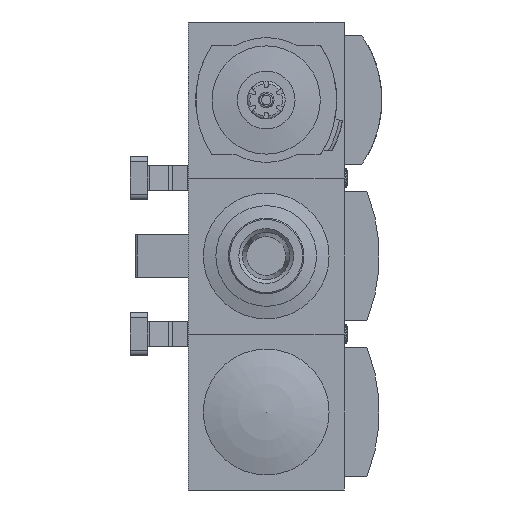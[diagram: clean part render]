
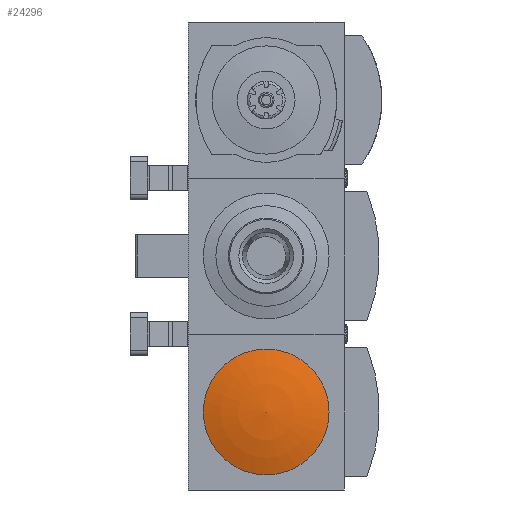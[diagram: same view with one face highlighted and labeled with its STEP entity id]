
A CAD part, front view. The second image highlights one B-rep face of the part: STEP entity #24296.
In plain terms, the highlighted toroidal (fillet/blend) face has major radius 1.578 mm and minor radius 90 mm.
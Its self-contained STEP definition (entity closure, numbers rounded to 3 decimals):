
#21=VERTEX_LOOP('',#14591);
#208=DEGENERATE_TOROIDAL_SURFACE('',#25904,1.578,90.,
 .F.);
#5192=CIRCLE('',#25890,25.);
#9944=ORIENTED_EDGE('',*,*,#12798,.T.);
#12798=EDGE_CURVE('',#14588,#14588,#5192,.T.);
#14588=VERTEX_POINT('',#36538);
#14591=VERTEX_POINT('',#36558);
#15824=EDGE_LOOP('',(#9944));
#16996=FACE_BOUND('',#15824,.T.);
#16997=FACE_BOUND('',#21,.T.);
#24296=ADVANCED_FACE('',(#16996,#16997),#208,.F.);
#25890=AXIS2_PLACEMENT_3D('',#36537,#30742,#30743);
#25904=AXIS2_PLACEMENT_3D('',#36557,#30773,#30774);
#30742=DIRECTION('',(0.,-1.,0.));
#30743=DIRECTION('',(0.,0.,-1.));
#30773=DIRECTION('',(0.,-1.,0.));
#30774=DIRECTION('',(0.,0.,-1.));
#36537=CARTESIAN_POINT('',(0.,-45.,0.));
#36538=CARTESIAN_POINT('',(0.,-45.,-25.));
#36557=CARTESIAN_POINT('',(0.,40.986,0.));
#36558=CARTESIAN_POINT('',(0.,-49.,0.));
